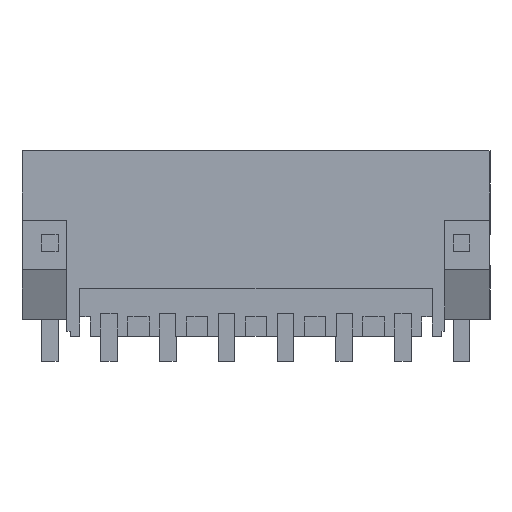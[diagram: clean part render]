
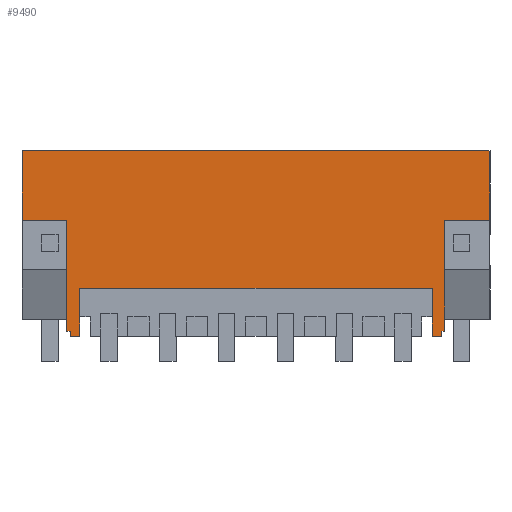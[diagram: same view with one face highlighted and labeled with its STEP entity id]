
A CAD part, front view. The second image highlights one B-rep face of the part: STEP entity #9490.
In plain terms, the highlighted planar face has unit normal (0, -1, 0).
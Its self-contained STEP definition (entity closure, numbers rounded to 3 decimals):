
#9460=AXIS2_PLACEMENT_3D('Plane Axis2P3D',#9457,#9458,#9459) ;
#2448=CARTESIAN_POINT('Line Origine',(3.425,0.,2.925)) ;
#2452=CARTESIAN_POINT('Vertex',(3.425,0.,1.5)) ;
#2454=CARTESIAN_POINT('Vertex',(3.425,0.,4.35)) ;
#2481=CARTESIAN_POINT('Vertex',(2.875,0.,1.5)) ;
#2484=CARTESIAN_POINT('Line Origine',(3.15,0.,1.5)) ;
#2506=CARTESIAN_POINT('Vertex',(2.875,0.,1.8)) ;
#2509=CARTESIAN_POINT('Line Origine',(2.875,0.,1.65)) ;
#2527=CARTESIAN_POINT('Line Origine',(2.762,0.,1.8)) ;
#2531=CARTESIAN_POINT('Vertex',(2.65,0.,1.8)) ;
#2552=CARTESIAN_POINT('Line Origine',(2.65,0.,5.1)) ;
#2556=CARTESIAN_POINT('Vertex',(2.65,0.,8.4)) ;
#2874=CARTESIAN_POINT('Vertex',(0.,0.,8.4)) ;
#2877=CARTESIAN_POINT('Line Origine',(0.,0.,10.475)) ;
#2881=CARTESIAN_POINT('Vertex',(0.,0.,12.55)) ;
#3007=CARTESIAN_POINT('Line Origine',(13.925,0.,12.55)) ;
#3011=CARTESIAN_POINT('Vertex',(27.85,0.,12.55)) ;
#5988=CARTESIAN_POINT('Line Origine',(27.85,0.,10.475)) ;
#5992=CARTESIAN_POINT('Vertex',(27.85,0.,8.4)) ;
#6315=CARTESIAN_POINT('Vertex',(25.15,0.,8.4)) ;
#6318=CARTESIAN_POINT('Line Origine',(25.15,0.,5.1)) ;
#6322=CARTESIAN_POINT('Vertex',(25.15,0.,1.8)) ;
#6346=CARTESIAN_POINT('Line Origine',(25.063,0.,1.8)) ;
#6350=CARTESIAN_POINT('Vertex',(24.975,0.,1.8)) ;
#6371=CARTESIAN_POINT('Line Origine',(24.975,0.,1.65)) ;
#6375=CARTESIAN_POINT('Vertex',(24.975,0.,1.5)) ;
#6391=CARTESIAN_POINT('Line Origine',(24.7,0.,1.5)) ;
#6395=CARTESIAN_POINT('Vertex',(24.425,0.,1.5)) ;
#6416=CARTESIAN_POINT('Line Origine',(24.425,0.,2.925)) ;
#6420=CARTESIAN_POINT('Vertex',(24.425,0.,4.35)) ;
#8182=CARTESIAN_POINT('Line Origine',(13.925,0.,4.35)) ;
#9457=CARTESIAN_POINT('Axis2P3D Location',(6.925,0.,1.5)) ;
#9462=CARTESIAN_POINT('Line Origine',(26.5,0.,8.4)) ;
#9467=CARTESIAN_POINT('Line Origine',(1.325,0.,8.4)) ;
#2449=DIRECTION('Vector Direction',(0.,0.,1.)) ;
#2485=DIRECTION('Vector Direction',(1.,0.,0.)) ;
#2510=DIRECTION('Vector Direction',(0.,0.,1.)) ;
#2528=DIRECTION('Vector Direction',(-1.,0.,0.)) ;
#2553=DIRECTION('Vector Direction',(0.,0.,-1.)) ;
#2878=DIRECTION('Vector Direction',(0.,0.,1.)) ;
#3008=DIRECTION('Vector Direction',(1.,0.,0.)) ;
#5989=DIRECTION('Vector Direction',(0.,0.,1.)) ;
#6319=DIRECTION('Vector Direction',(0.,0.,-1.)) ;
#6347=DIRECTION('Vector Direction',(-1.,0.,0.)) ;
#6372=DIRECTION('Vector Direction',(0.,0.,1.)) ;
#6392=DIRECTION('Vector Direction',(1.,0.,0.)) ;
#6417=DIRECTION('Vector Direction',(0.,0.,1.)) ;
#8183=DIRECTION('Vector Direction',(1.,0.,0.)) ;
#9458=DIRECTION('Axis2P3D Direction',(0.,1.,0.)) ;
#9459=DIRECTION('Axis2P3D XDirection',(0.,0.,1.)) ;
#9463=DIRECTION('Vector Direction',(1.,0.,0.)) ;
#9468=DIRECTION('Vector Direction',(1.,0.,0.)) ;
#2450=VECTOR('Line Direction',#2449,1.) ;
#2486=VECTOR('Line Direction',#2485,1.) ;
#2511=VECTOR('Line Direction',#2510,1.) ;
#2529=VECTOR('Line Direction',#2528,1.) ;
#2554=VECTOR('Line Direction',#2553,1.) ;
#2879=VECTOR('Line Direction',#2878,1.) ;
#3009=VECTOR('Line Direction',#3008,1.) ;
#5990=VECTOR('Line Direction',#5989,1.) ;
#6320=VECTOR('Line Direction',#6319,1.) ;
#6348=VECTOR('Line Direction',#6347,1.) ;
#6373=VECTOR('Line Direction',#6372,1.) ;
#6393=VECTOR('Line Direction',#6392,1.) ;
#6418=VECTOR('Line Direction',#6417,1.) ;
#8184=VECTOR('Line Direction',#8183,1.) ;
#9464=VECTOR('Line Direction',#9463,1.) ;
#9469=VECTOR('Line Direction',#9468,1.) ;
#9473=ORIENTED_EDGE('',*,*,#8186,.F.) ;
#9474=ORIENTED_EDGE('',*,*,#6422,.F.) ;
#9475=ORIENTED_EDGE('',*,*,#6397,.T.) ;
#9476=ORIENTED_EDGE('',*,*,#6377,.T.) ;
#9477=ORIENTED_EDGE('',*,*,#6352,.F.) ;
#9478=ORIENTED_EDGE('',*,*,#6324,.F.) ;
#9479=ORIENTED_EDGE('',*,*,#9466,.F.) ;
#9480=ORIENTED_EDGE('',*,*,#5994,.T.) ;
#9481=ORIENTED_EDGE('',*,*,#3013,.F.) ;
#9482=ORIENTED_EDGE('',*,*,#2883,.F.) ;
#9483=ORIENTED_EDGE('',*,*,#9471,.T.) ;
#9484=ORIENTED_EDGE('',*,*,#2558,.T.) ;
#9485=ORIENTED_EDGE('',*,*,#2533,.F.) ;
#9486=ORIENTED_EDGE('',*,*,#2513,.F.) ;
#9487=ORIENTED_EDGE('',*,*,#2488,.T.) ;
#9488=ORIENTED_EDGE('',*,*,#2456,.T.) ;
#9490=ADVANCED_FACE('HOUSING',(#9489),#9461,.F.) ;
#2456=EDGE_CURVE('',#2453,#2455,#2451,.T.) ;
#2488=EDGE_CURVE('',#2482,#2453,#2487,.T.) ;
#2513=EDGE_CURVE('',#2482,#2507,#2512,.T.) ;
#2533=EDGE_CURVE('',#2507,#2532,#2530,.T.) ;
#2558=EDGE_CURVE('',#2557,#2532,#2555,.T.) ;
#2883=EDGE_CURVE('',#2875,#2882,#2880,.T.) ;
#3013=EDGE_CURVE('',#2882,#3012,#3010,.T.) ;
#5994=EDGE_CURVE('',#5993,#3012,#5991,.T.) ;
#6324=EDGE_CURVE('',#6316,#6323,#6321,.T.) ;
#6352=EDGE_CURVE('',#6323,#6351,#6349,.T.) ;
#6377=EDGE_CURVE('',#6376,#6351,#6374,.T.) ;
#6397=EDGE_CURVE('',#6396,#6376,#6394,.T.) ;
#6422=EDGE_CURVE('',#6396,#6421,#6419,.T.) ;
#8186=EDGE_CURVE('',#6421,#2455,#8185,.F.) ;
#9466=EDGE_CURVE('',#5993,#6316,#9465,.F.) ;
#9471=EDGE_CURVE('',#2875,#2557,#9470,.T.) ;
#9472=EDGE_LOOP('',(#9473,#9474,#9475,#9476,#9477,#9478,#9479,#9480,#9481,#9482,#9483,#9484,#9485,#9486,#9487,#9488)) ;
#9489=FACE_OUTER_BOUND('',#9472,.T.) ;
#2451=LINE('Line',#2448,#2450) ;
#2487=LINE('Line',#2484,#2486) ;
#2512=LINE('Line',#2509,#2511) ;
#2530=LINE('Line',#2527,#2529) ;
#2555=LINE('Line',#2552,#2554) ;
#2880=LINE('Line',#2877,#2879) ;
#3010=LINE('Line',#3007,#3009) ;
#5991=LINE('Line',#5988,#5990) ;
#6321=LINE('Line',#6318,#6320) ;
#6349=LINE('Line',#6346,#6348) ;
#6374=LINE('Line',#6371,#6373) ;
#6394=LINE('Line',#6391,#6393) ;
#6419=LINE('Line',#6416,#6418) ;
#8185=LINE('Line',#8182,#8184) ;
#9465=LINE('Line',#9462,#9464) ;
#9470=LINE('Line',#9467,#9469) ;
#9461=PLANE('',#9460) ;
#2453=VERTEX_POINT('',#2452) ;
#2455=VERTEX_POINT('',#2454) ;
#2482=VERTEX_POINT('',#2481) ;
#2507=VERTEX_POINT('',#2506) ;
#2532=VERTEX_POINT('',#2531) ;
#2557=VERTEX_POINT('',#2556) ;
#2875=VERTEX_POINT('',#2874) ;
#2882=VERTEX_POINT('',#2881) ;
#3012=VERTEX_POINT('',#3011) ;
#5993=VERTEX_POINT('',#5992) ;
#6316=VERTEX_POINT('',#6315) ;
#6323=VERTEX_POINT('',#6322) ;
#6351=VERTEX_POINT('',#6350) ;
#6376=VERTEX_POINT('',#6375) ;
#6396=VERTEX_POINT('',#6395) ;
#6421=VERTEX_POINT('',#6420) ;
